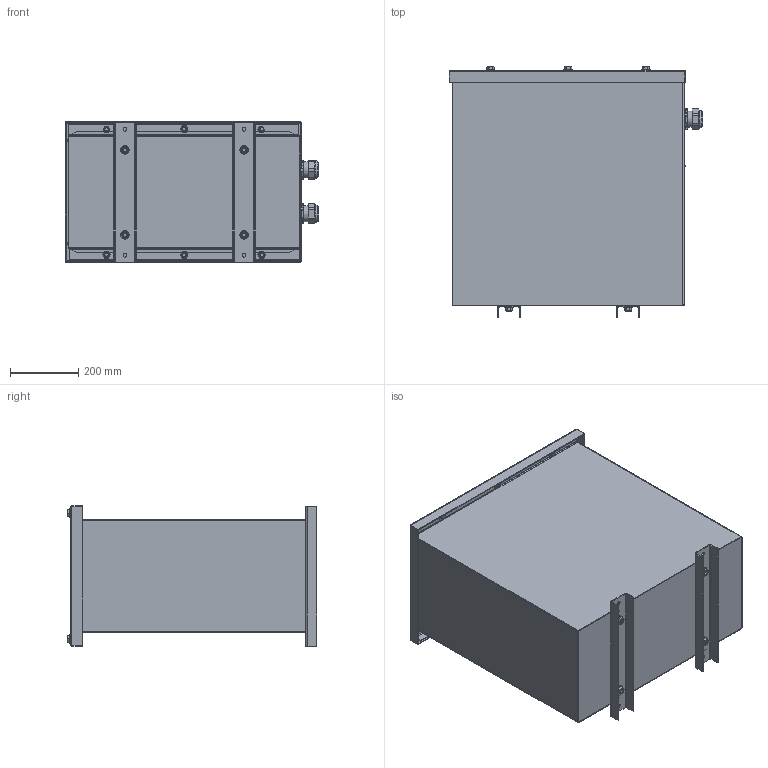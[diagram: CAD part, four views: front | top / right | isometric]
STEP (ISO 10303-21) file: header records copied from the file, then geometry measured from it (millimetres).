
FILE_DESCRIPTION(/* description */ (''),/* implementation_level */ '2;1');
FILE_NAME(/* name */ 'CAJ17C54.stp',/* time_stamp */ '2024-01-11T08:38:57+01:00',/* author */ ('ops'),/* organization */ (''),/* preprocessor_version */ 'ST-DEVELOPER v16.13',/* originating_system */ 'Autodesk Inventor 2018',/* authorisation */ '');
FILE_SCHEMA (('AUTOMOTIVE_DESIGN { 1 0 10303 214 3 1 1 }'));
Length unit declared in the file: millimetre
Products named in the file (1): CAJ17C54
Bounding box: 745 x 734.3 x 413 mm (x, y, z)
Volume: 4795690.4 mm3; surface area: 4535516.4 mm2
Topology: 43 solids, 43 shells, 993 faces, 2348 edges, 1505 vertices
Faces by surface type: plane 558, cylinder 177, cone 130, bspline 122, torus 6
Full cylindrical faces by diameter (mm): 2 x2, 3.5 x2, 4 x2, 6 x2, 6.4 x2, 8.376 x3, 10.106 x8, 11 x12, 11.053 x10, 11.2 x4, 12 x22, 13.3 x10, 17.2 x10, 25.4 x10, 37.5 x2, 42.5 x2, 43.5 x2, 47 x6, 48 x2, 60 x4
Entity records: 28835 total; most frequent: CARTESIAN_POINT 6734, ORIENTED_EDGE 4276, DIRECTION 3898, EDGE_CURVE 2138, VERTEX_POINT 1488, AXIS2_PLACEMENT_3D 1396, EDGE_LOOP 1364, LINE 1106
